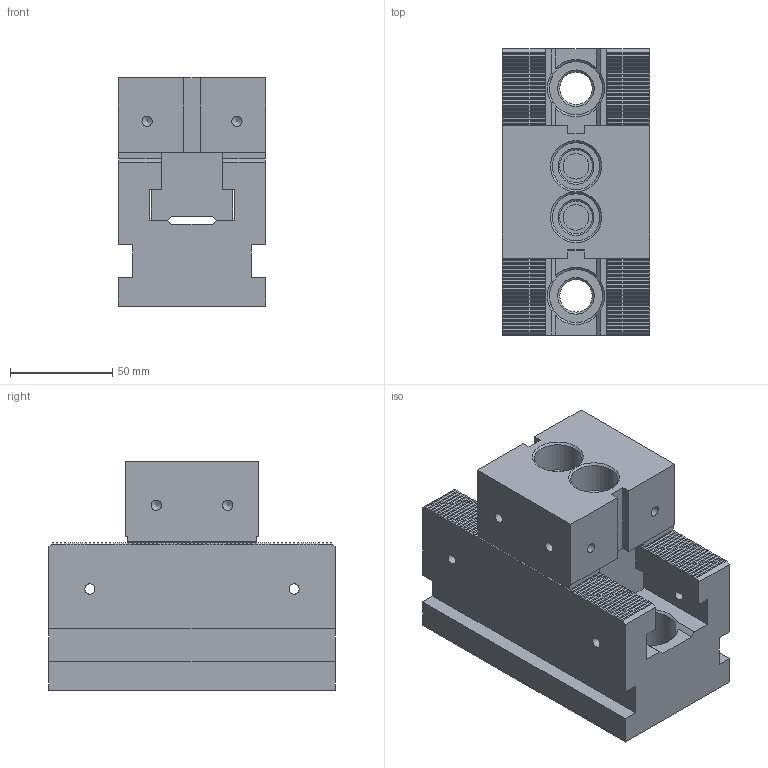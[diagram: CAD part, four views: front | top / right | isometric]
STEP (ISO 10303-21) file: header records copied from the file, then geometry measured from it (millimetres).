
FILE_DESCRIPTION( ( 'Unknown' ), '1' );
FILE_NAME( 'SVF-C-7214-100-B.stp', 'Unknown', ( 'Unknown' ), ( 'Unknown' ), 'PSStep 17.0.49', 'Unknown', ' ' );
FILE_SCHEMA( ( 'AUTOMOTIVE_DESIGN { 1 0 10303 214 1 1 1 1 }' ) );
Length unit declared in the file: millimetre
Products named in the file (5): SVF-B01-72; 1-SVF-B01-72-1; 1-SVF-B01-72-2; Assem1; 10-SVF-AB01-7214-100
Assembly tree (4 placements, depth 3):
  Assem1
    10-SVF-AB01-7214-100
    SVF-B01-72
      1-SVF-B01-72-1
      1-SVF-B01-72-2
Bounding box: 72 x 140 x 111.7 mm (x, y, z)
Volume: 701849.7 mm3; surface area: 109596.6 mm2
Topology: 3 solids, 3 shells, 1015 faces, 3020 edges, 2013 vertices
Faces by surface type: plane 959, cone 28, cylinder 28
Full cylindrical faces by diameter (mm): 5 x14, 12.5 x2, 15.875 x2, 16 x2, 23 x2, 26 x2
Entity records: 41178 total; most frequent: CARTESIAN_POINT 6000, ORIENTED_EDGE 5884, DIRECTION 5056, EDGE_CURVE 2942, LINE 2838, VECTOR 2838, VERTEX_POINT 1989, AXIS2_PLACEMENT_3D 1109
